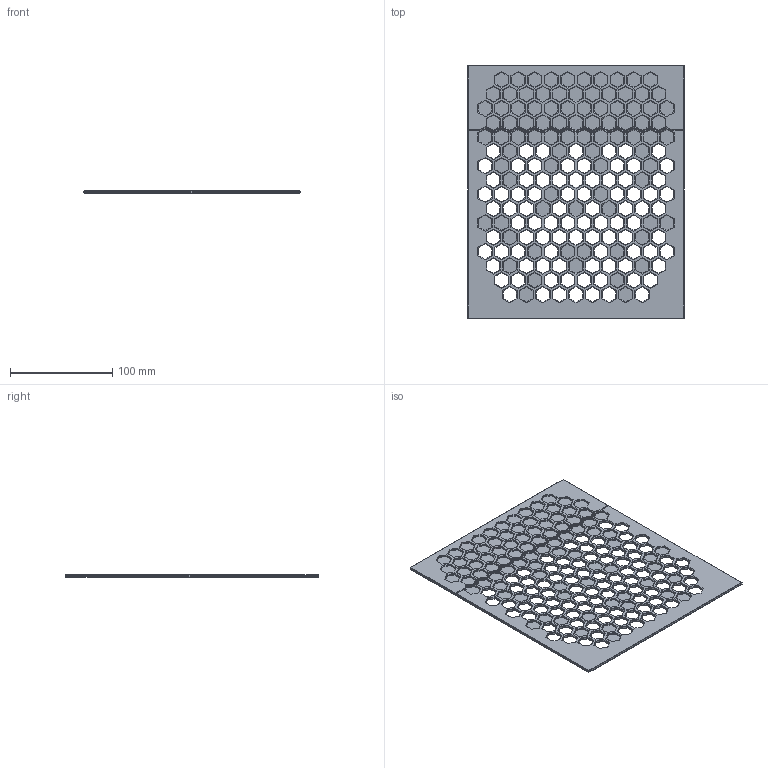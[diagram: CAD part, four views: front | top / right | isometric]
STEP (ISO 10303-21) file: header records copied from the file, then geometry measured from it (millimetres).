
FILE_DESCRIPTION(/* description */ (''),/* implementation_level */ '2;1');
FILE_NAME(/* name */ 'Back Panel_Hex_Edition.step',/* time_stamp */ '2022-07-15T00:37:08-07:00',/* author */ (''),/* organization */ (''),/* preprocessor_version */ 'ST-DEVELOPER v19',/* originating_system */ 'Autodesk Translation Framework v11.7.0.108',/* authorisation */ '');
FILE_SCHEMA (('AUTOMOTIVE_DESIGN { 1 0 10303 214 3 1 1 }'));
Products named in the file (1): Back Panel
Bounding box: 212 x 248 x 2.5 mm (x, y, z)
Volume: 77552 mm3; surface area: 94455.7 mm2
Topology: 2 solids, 2 shells, 2930 faces, 6802 edges, 3964 vertices
Faces by surface type: plane 2930
Entity records: 79569 total; most frequent: CARTESIAN_POINT 13697, ORIENTED_EDGE 13604, DIRECTION 12664, LINE 6802, VECTOR 6802, EDGE_CURVE 6802, VERTEX_POINT 3964, EDGE_LOOP 3198
